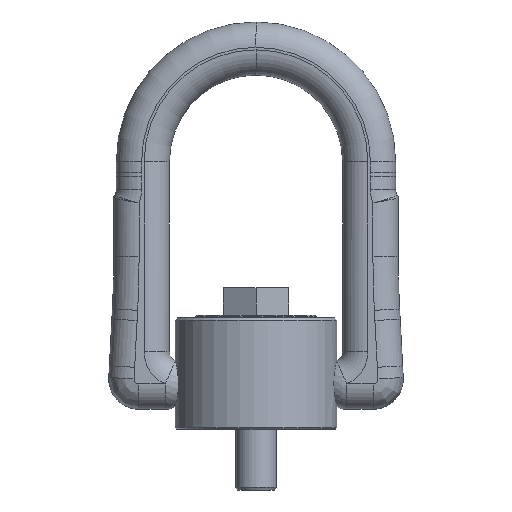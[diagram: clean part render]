
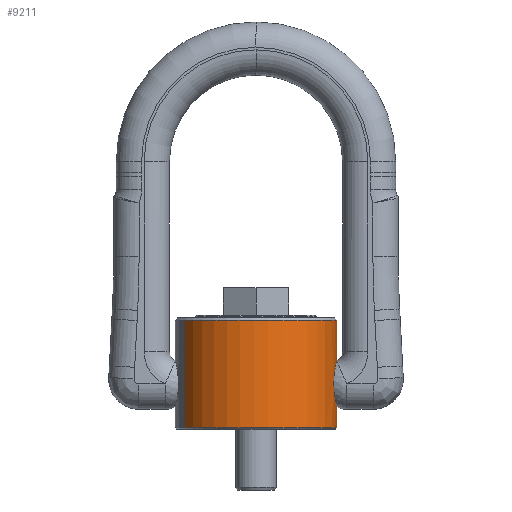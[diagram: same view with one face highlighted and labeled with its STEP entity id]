
A CAD part, left-side view. The second image highlights one B-rep face of the part: STEP entity #9211.
In plain terms, the highlighted cylindrical face has radius 16 mm (diameter 32 mm), a partial arc.
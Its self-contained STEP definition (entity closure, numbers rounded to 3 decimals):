
#52=CARTESIAN_POINT('Axis2P3D Location',(0.,0.,-41.6)) ;
#2845=CARTESIAN_POINT('Vertex',(7.671,-14.041,-31.35)) ;
#2847=CARTESIAN_POINT('Vertex',(-7.671,14.041,-31.35)) ;
#2850=CARTESIAN_POINT('Line Origine',(7.671,-14.041,-41.95)) ;
#2854=CARTESIAN_POINT('Vertex',(7.671,-14.041,-52.55)) ;
#2861=CARTESIAN_POINT('Vertex',(-7.671,14.041,-52.55)) ;
#2864=CARTESIAN_POINT('Line Origine',(-7.671,14.041,-41.95)) ;
#9009=CARTESIAN_POINT('Vertex',(-0.25,-15.998,-48.505)) ;
#9016=CARTESIAN_POINT('Vertex',(-1.19,-15.956,-39.41)) ;
#9020=CARTESIAN_POINT('Control Point',(-0.25,-15.998,-48.505)) ;
#9021=CARTESIAN_POINT('Control Point',(-0.748,-15.99,-48.502)) ;
#9022=CARTESIAN_POINT('Control Point',(-1.247,-15.963,-48.423)) ;
#9023=CARTESIAN_POINT('Control Point',(-1.754,-15.916,-48.268)) ;
#9024=CARTESIAN_POINT('Control Point',(-2.875,-15.762,-47.694)) ;
#9025=CARTESIAN_POINT('Control Point',(-3.775,-15.56,-46.686)) ;
#9026=CARTESIAN_POINT('Control Point',(-4.148,-15.456,-46.016)) ;
#9027=CARTESIAN_POINT('Control Point',(-4.632,-15.317,-44.529)) ;
#9028=CARTESIAN_POINT('Control Point',(-4.53,-15.345,-42.962)) ;
#9029=CARTESIAN_POINT('Control Point',(-4.321,-15.41,-42.183)) ;
#9030=CARTESIAN_POINT('Control Point',(-3.834,-15.545,-41.22)) ;
#9031=CARTESIAN_POINT('Control Point',(-3.118,-15.695,-40.461)) ;
#9032=CARTESIAN_POINT('Control Point',(-2.913,-15.735,-40.276)) ;
#9033=CARTESIAN_POINT('Control Point',(-2.465,-15.813,-39.932)) ;
#9034=CARTESIAN_POINT('Control Point',(-1.972,-15.881,-39.67)) ;
#9035=CARTESIAN_POINT('Control Point',(-1.712,-15.912,-39.558)) ;
#9036=CARTESIAN_POINT('Control Point',(-1.441,-15.937,-39.471)) ;
#9037=CARTESIAN_POINT('Control Point',(-1.19,-15.956,-39.41)) ;
#9055=CARTESIAN_POINT('Vertex',(0.25,-15.998,-48.505)) ;
#9059=CARTESIAN_POINT('Control Point',(0.25,-15.998,-48.505)) ;
#9060=CARTESIAN_POINT('Control Point',(0.083,-16.001,-48.506)) ;
#9061=CARTESIAN_POINT('Control Point',(-0.083,-16.001,-48.506)) ;
#9062=CARTESIAN_POINT('Control Point',(-0.25,-15.998,-48.505)) ;
#9080=CARTESIAN_POINT('Vertex',(1.19,-15.956,-39.41)) ;
#9084=CARTESIAN_POINT('Control Point',(0.25,-15.998,-48.505)) ;
#9085=CARTESIAN_POINT('Control Point',(0.748,-15.99,-48.502)) ;
#9086=CARTESIAN_POINT('Control Point',(1.247,-15.963,-48.423)) ;
#9087=CARTESIAN_POINT('Control Point',(1.754,-15.916,-48.268)) ;
#9088=CARTESIAN_POINT('Control Point',(2.875,-15.762,-47.694)) ;
#9089=CARTESIAN_POINT('Control Point',(3.775,-15.56,-46.686)) ;
#9090=CARTESIAN_POINT('Control Point',(4.148,-15.456,-46.016)) ;
#9091=CARTESIAN_POINT('Control Point',(4.632,-15.317,-44.529)) ;
#9092=CARTESIAN_POINT('Control Point',(4.53,-15.345,-42.962)) ;
#9093=CARTESIAN_POINT('Control Point',(4.321,-15.41,-42.183)) ;
#9094=CARTESIAN_POINT('Control Point',(3.834,-15.545,-41.22)) ;
#9095=CARTESIAN_POINT('Control Point',(3.118,-15.695,-40.461)) ;
#9096=CARTESIAN_POINT('Control Point',(2.913,-15.735,-40.276)) ;
#9097=CARTESIAN_POINT('Control Point',(2.465,-15.813,-39.932)) ;
#9098=CARTESIAN_POINT('Control Point',(1.972,-15.881,-39.67)) ;
#9099=CARTESIAN_POINT('Control Point',(1.712,-15.912,-39.558)) ;
#9100=CARTESIAN_POINT('Control Point',(1.441,-15.937,-39.471)) ;
#9101=CARTESIAN_POINT('Control Point',(1.19,-15.956,-39.41)) ;
#9119=CARTESIAN_POINT('Vertex',(0.25,-15.998,-39.292)) ;
#9123=CARTESIAN_POINT('Control Point',(0.25,-15.998,-39.292)) ;
#9124=CARTESIAN_POINT('Control Point',(0.575,-15.993,-39.295)) ;
#9125=CARTESIAN_POINT('Control Point',(0.894,-15.978,-39.339)) ;
#9126=CARTESIAN_POINT('Control Point',(1.19,-15.956,-39.41)) ;
#9142=CARTESIAN_POINT('Control Point',(-0.25,-15.998,-39.292)) ;
#9143=CARTESIAN_POINT('Control Point',(-0.083,-16.001,-39.291)) ;
#9144=CARTESIAN_POINT('Control Point',(0.083,-16.001,-39.291)) ;
#9145=CARTESIAN_POINT('Control Point',(0.25,-15.998,-39.292)) ;
#9146=CARTESIAN_POINT('Vertex',(-0.25,-15.998,-39.292)) ;
#9167=CARTESIAN_POINT('Control Point',(-0.25,-15.998,-39.292)) ;
#9168=CARTESIAN_POINT('Control Point',(-0.575,-15.993,-39.295)) ;
#9169=CARTESIAN_POINT('Control Point',(-0.894,-15.978,-39.339)) ;
#9170=CARTESIAN_POINT('Control Point',(-1.19,-15.956,-39.41)) ;
#9180=CARTESIAN_POINT('Axis2P3D Location',(0.,0.,-31.35)) ;
#9192=CARTESIAN_POINT('Axis2P3D Location',(0.,0.,-52.55)) ;
#53=DIRECTION('Axis2P3D Direction',(0.,0.,1.)) ;
#54=DIRECTION('Axis2P3D XDirection',(0.479,-0.878,0.)) ;
#2851=DIRECTION('Vector Direction',(0.,0.,1.)) ;
#2865=DIRECTION('Vector Direction',(0.,0.,1.)) ;
#9181=DIRECTION('Axis2P3D Direction',(0.,0.,-1.)) ;
#9193=DIRECTION('Axis2P3D Direction',(0.,0.,1.)) ;
#55=AXIS2_PLACEMENT_3D('Cylinder Axis2P3D',#52,#53,#54) ;
#9182=AXIS2_PLACEMENT_3D('Circle Axis2P3D',#9180,#9181,$) ;
#9194=AXIS2_PLACEMENT_3D('Circle Axis2P3D',#9192,#9193,$) ;
#9198=ORIENTED_EDGE('',*,*,#9184,.F.) ;
#9199=ORIENTED_EDGE('',*,*,#2868,.T.) ;
#9200=ORIENTED_EDGE('',*,*,#9196,.T.) ;
#9201=ORIENTED_EDGE('',*,*,#2856,.F.) ;
#9204=ORIENTED_EDGE('',*,*,#9171,.F.) ;
#9205=ORIENTED_EDGE('',*,*,#9148,.T.) ;
#9206=ORIENTED_EDGE('',*,*,#9127,.T.) ;
#9207=ORIENTED_EDGE('',*,*,#9102,.F.) ;
#9208=ORIENTED_EDGE('',*,*,#9063,.T.) ;
#9209=ORIENTED_EDGE('',*,*,#9038,.T.) ;
#9210=FACE_BOUND('',#9203,.T.) ;
#2852=VECTOR('Line Direction',#2851,1.) ;
#2866=VECTOR('Line Direction',#2865,1.) ;
#9211=ADVANCED_FACE('\X2\672C9AD4\X0\.2',(#9202,#9210),#56,.T.) ;
#9019=B_SPLINE_CURVE_WITH_KNOTS('',5,(#9020,#9021,#9022,#9023,#9024,#9025,#9026,#9027,#9028,#9029,#9030,#9031,#9032,#9033,#9034,#9035,#9036,#9037),.UNSPECIFIED.,.F.,.U.,(6,3,3,3,3,6),(0.,4.228,9.534,15.122,17.138,19.269),.UNSPECIFIED.) ;
#9058=B_SPLINE_CURVE_WITH_KNOTS('',3,(#9059,#9060,#9061,#9062),.UNSPECIFIED.,.F.,.U.,(4,4),(0.,0.707),.UNSPECIFIED.) ;
#9083=B_SPLINE_CURVE_WITH_KNOTS('',5,(#9084,#9085,#9086,#9087,#9088,#9089,#9090,#9091,#9092,#9093,#9094,#9095,#9096,#9097,#9098,#9099,#9100,#9101),.UNSPECIFIED.,.F.,.U.,(6,3,3,3,3,6),(0.,4.228,9.534,15.122,17.138,19.269),.UNSPECIFIED.) ;
#9122=B_SPLINE_CURVE_WITH_KNOTS('',3,(#9123,#9124,#9125,#9126),.UNSPECIFIED.,.F.,.U.,(4,4),(0.,1.381),.UNSPECIFIED.) ;
#9141=B_SPLINE_CURVE_WITH_KNOTS('',3,(#9142,#9143,#9144,#9145),.UNSPECIFIED.,.F.,.U.,(4,4),(0.,0.707),.UNSPECIFIED.) ;
#9166=B_SPLINE_CURVE_WITH_KNOTS('',3,(#9167,#9168,#9169,#9170),.UNSPECIFIED.,.F.,.U.,(4,4),(0.,1.381),.UNSPECIFIED.) ;
#9183=CIRCLE('generated circle',#9182,16.) ;
#9195=CIRCLE('generated circle',#9194,16.) ;
#56=CYLINDRICAL_SURFACE('generated cylinder',#55,16.) ;
#2856=EDGE_CURVE('',#2846,#2855,#2853,.F.) ;
#2868=EDGE_CURVE('',#2848,#2862,#2867,.F.) ;
#9038=EDGE_CURVE('',#9010,#9017,#9019,.T.) ;
#9063=EDGE_CURVE('',#9056,#9010,#9058,.T.) ;
#9102=EDGE_CURVE('',#9056,#9081,#9083,.T.) ;
#9127=EDGE_CURVE('',#9120,#9081,#9122,.T.) ;
#9148=EDGE_CURVE('',#9147,#9120,#9141,.T.) ;
#9171=EDGE_CURVE('',#9147,#9017,#9166,.T.) ;
#9184=EDGE_CURVE('',#2848,#2846,#9183,.F.) ;
#9196=EDGE_CURVE('',#2862,#2855,#9195,.T.) ;
#9197=EDGE_LOOP('',(#9198,#9199,#9200,#9201)) ;
#9203=EDGE_LOOP('',(#9204,#9205,#9206,#9207,#9208,#9209)) ;
#9202=FACE_OUTER_BOUND('',#9197,.T.) ;
#2853=LINE('Line',#2850,#2852) ;
#2867=LINE('Line',#2864,#2866) ;
#2846=VERTEX_POINT('',#2845) ;
#2848=VERTEX_POINT('',#2847) ;
#2855=VERTEX_POINT('',#2854) ;
#2862=VERTEX_POINT('',#2861) ;
#9010=VERTEX_POINT('',#9009) ;
#9017=VERTEX_POINT('',#9016) ;
#9056=VERTEX_POINT('',#9055) ;
#9081=VERTEX_POINT('',#9080) ;
#9120=VERTEX_POINT('',#9119) ;
#9147=VERTEX_POINT('',#9146) ;
